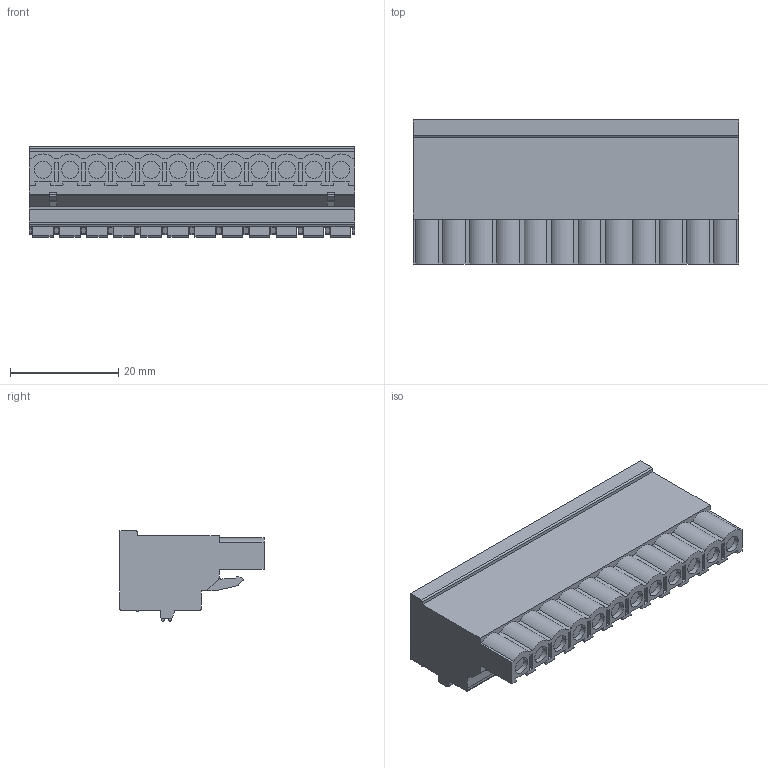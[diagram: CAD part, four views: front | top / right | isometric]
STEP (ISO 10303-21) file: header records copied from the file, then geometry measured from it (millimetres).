
FILE_DESCRIPTION((''),'2;1');
FILE_NAME('PRT0007','2024-09-21T15:31:56',('tluser'),(''),'CREO PARAMETRIC BY PTC INC, 2018100','CREO PARAMETRIC BY PTC INC, 2018100','');
FILE_SCHEMA(('CONFIG_CONTROL_DESIGN'));
Length unit declared in the file: millimetre
Products named in the file (1): PRT0007
Bounding box: 60.1 x 26.6 x 16.7 mm (x, y, z)
Volume: 16562.5 mm3; surface area: 7105.2 mm2
Topology: 1 solids, 1 shells, 690 faces, 1788 edges, 1192 vertices
Faces by surface type: plane 467, cylinder 223
Entity records: 21096 total; most frequent: CARTESIAN_POINT 3670, DIRECTION 3614, ORIENTED_EDGE 3576, EDGE_CURVE 1788, VECTOR 1342, LINE 1342, VERTEX_POINT 1192, AXIS2_PLACEMENT_3D 1136
